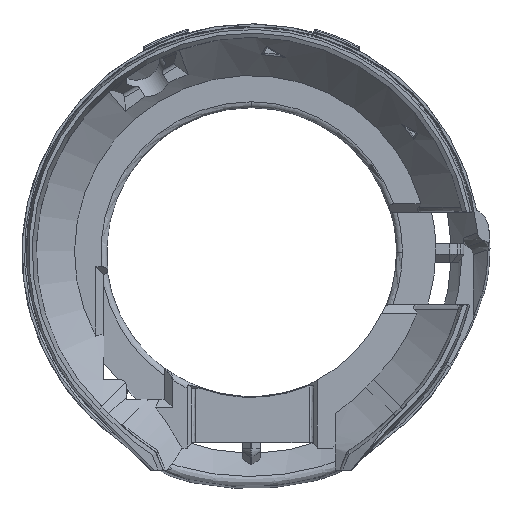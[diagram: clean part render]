
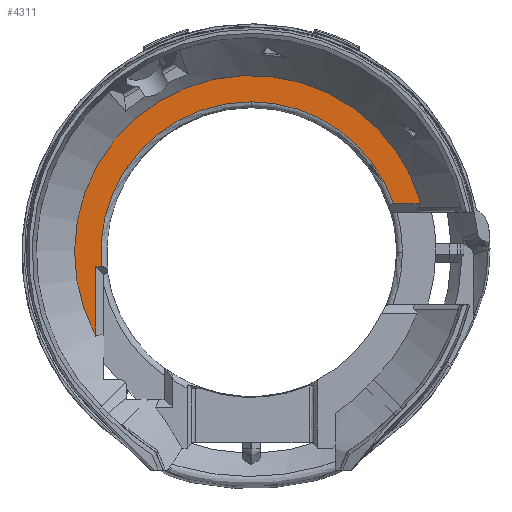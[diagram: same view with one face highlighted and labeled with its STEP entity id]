
A CAD part, front view. The second image highlights one B-rep face of the part: STEP entity #4311.
In plain terms, the highlighted planar face has unit normal (0, -1, 0).
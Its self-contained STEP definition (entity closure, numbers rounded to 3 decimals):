
#197 = VERTEX_POINT ( 'NONE', #16358 ) ;
#852 = CARTESIAN_POINT ( 'NONE',  ( 0.124, -30.74, 101.103 ) ) ;
#1641 = VECTOR ( 'NONE', #6943, 1000. ) ;
#1842 = EDGE_CURVE ( 'NONE', #8227, #14816, #9042, .T. ) ;
#2196 = DIRECTION ( 'NONE',  ( 1., 0., 0. ) ) ;
#2336 = CIRCLE ( 'NONE', #14659, 12.743 ) ;
#2642 = DIRECTION ( 'NONE',  ( 0., 0., 1. ) ) ;
#2726 = DIRECTION ( 'NONE',  ( 0., -1., 0. ) ) ;
#3877 = ORIENTED_EDGE ( 'NONE', *, *, #1842, .T. ) ;
#4089 = ORIENTED_EDGE ( 'NONE', *, *, #11309, .T. ) ;
#4227 = CIRCLE ( 'NONE', #10930, 14.975 ) ;
#4276 = DIRECTION ( 'NONE',  ( 0., 0., 1. ) ) ;
#4311 = ADVANCED_FACE ( 'NONE', ( #19674 ), #20110, .F. ) ;
#4312 = VERTEX_POINT ( 'NONE', #13063 ) ;
#4566 = CARTESIAN_POINT ( 'NONE',  ( 0., -30.74, 0. ) ) ;
#4774 = DIRECTION ( 'NONE',  ( 0., 0., -1. ) ) ;
#5379 = CARTESIAN_POINT ( 'NONE',  ( 14.973, -30.74, 105.196 ) ) ;
#5529 = ORIENTED_EDGE ( 'NONE', *, *, #10949, .T. ) ;
#5596 = CARTESIAN_POINT ( 'NONE',  ( 0.124, -30.74, 101.103 ) ) ;
#6461 = EDGE_CURVE ( 'NONE', #197, #8227, #15905, .T. ) ;
#6943 = DIRECTION ( 'NONE',  ( 1., 0., 0. ) ) ;
#6956 = CARTESIAN_POINT ( 'NONE',  ( -12.561, -30.74, 99.881 ) ) ;
#7494 = CARTESIAN_POINT ( 'NONE',  ( 0., -30.74, 99.881 ) ) ;
#7903 = VERTEX_POINT ( 'NONE', #20749 ) ;
#8227 = VERTEX_POINT ( 'NONE', #19172 ) ;
#8551 = ORIENTED_EDGE ( 'NONE', *, *, #20163, .T. ) ;
#8807 = LINE ( 'NONE', #5379, #1641 ) ;
#9042 = LINE ( 'NONE', #7494, #18909 ) ;
#9779 = DIRECTION ( 'NONE',  ( 0., 0., 1. ) ) ;
#10930 = AXIS2_PLACEMENT_3D ( 'NONE', #852, #2726, #4276 ) ;
#10949 = EDGE_CURVE ( 'NONE', #14816, #12435, #2336, .T. ) ;
#11045 = CARTESIAN_POINT ( 'NONE',  ( -13.053, -30.74, 99.181 ) ) ;
#11309 = EDGE_CURVE ( 'NONE', #7903, #4312, #8807, .T. ) ;
#11419 = DIRECTION ( 'NONE',  ( 0., 1., 0. ) ) ;
#12435 = VERTEX_POINT ( 'NONE', #13502 ) ;
#13063 = CARTESIAN_POINT ( 'NONE',  ( 14.528, -30.74, 105.196 ) ) ;
#13502 = CARTESIAN_POINT ( 'NONE',  ( 0.124, -30.74, 113.847 ) ) ;
#14117 = EDGE_LOOP ( 'NONE', ( #3877, #5529, #8551, #4089, #16903, #20645 ) ) ;
#14437 = CIRCLE ( 'NONE', #19027, 12.743 ) ;
#14623 = CARTESIAN_POINT ( 'NONE',  ( 0.124, -30.74, 101.103 ) ) ;
#14659 = AXIS2_PLACEMENT_3D ( 'NONE', #5596, #15866, #21031 ) ;
#14816 = VERTEX_POINT ( 'NONE', #6956 ) ;
#15866 = DIRECTION ( 'NONE',  ( 0., 1., 0. ) ) ;
#15905 = LINE ( 'NONE', #11045, #19268 ) ;
#16358 = CARTESIAN_POINT ( 'NONE',  ( -13.053, -30.74, 93.989 ) ) ;
#16903 = ORIENTED_EDGE ( 'NONE', *, *, #18427, .T. ) ;
#18427 = EDGE_CURVE ( 'NONE', #4312, #197, #4227, .T. ) ;
#18909 = VECTOR ( 'NONE', #2196, 1000. ) ;
#19027 = AXIS2_PLACEMENT_3D ( 'NONE', #14623, #21563, #9779 ) ;
#19172 = CARTESIAN_POINT ( 'NONE',  ( -13.053, -30.74, 99.881 ) ) ;
#19268 = VECTOR ( 'NONE', #2642, 1000. ) ;
#19674 = FACE_OUTER_BOUND ( 'NONE', #14117, .T. ) ;
#20110 = PLANE ( 'NONE',  #20998 ) ;
#20163 = EDGE_CURVE ( 'NONE', #12435, #7903, #14437, .T. ) ;
#20645 = ORIENTED_EDGE ( 'NONE', *, *, #6461, .T. ) ;
#20749 = CARTESIAN_POINT ( 'NONE',  ( 12.192, -30.74, 105.196 ) ) ;
#20998 = AXIS2_PLACEMENT_3D ( 'NONE', #4566, #11419, #4774 ) ;
#21031 = DIRECTION ( 'NONE',  ( 0., 0., 1. ) ) ;
#21563 = DIRECTION ( 'NONE',  ( 0., 1., 0. ) ) ;
